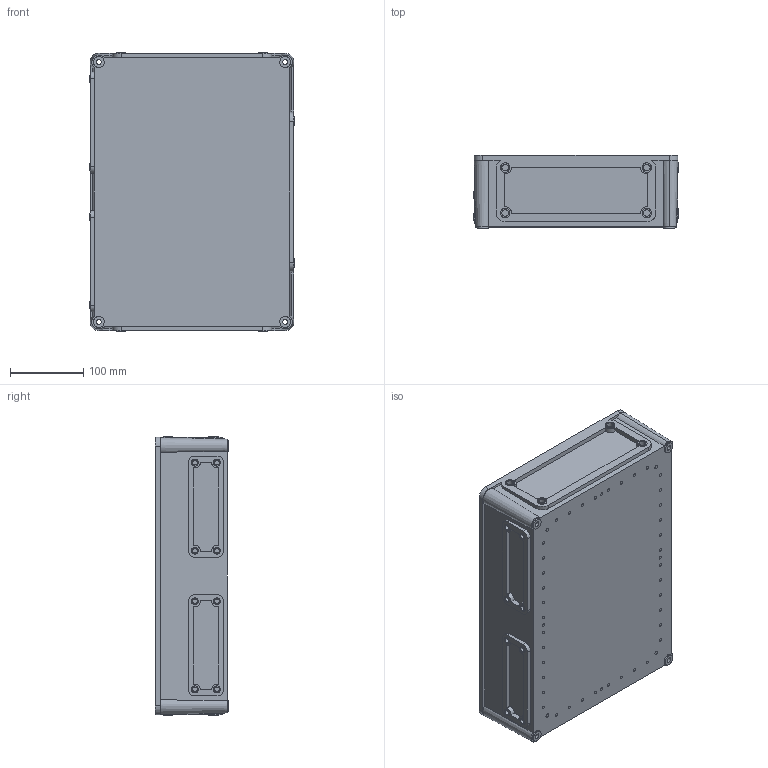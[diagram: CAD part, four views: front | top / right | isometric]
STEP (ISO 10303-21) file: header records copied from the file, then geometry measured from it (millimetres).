
FILE_DESCRIPTION (( 'STEP AP214' ), '1' );
FILE_NAME ('Fibox_EKPG_380x280x100_B.STEP', '2010-03-01T08:46:29', ( 'KennethW' ), ( 'FIBOX' ), 'SwSTEP 2.0', 'SolidWorks 2009', '' );
FILE_SCHEMA (( 'AUTOMOTIVE_DESIGN' ));
Length unit declared in the file: millimetre
Products named in the file (1): Fibox_EKPG_380x280x100_B
Bounding box: 279 x 100 x 379 mm (x, y, z)
Volume: 1035650.9 mm3; surface area: 509899.8 mm2
Topology: 1 solids, 1 shells, 886 faces, 2112 edges, 1400 vertices
Faces by surface type: cylinder 494, plane 373, cone 19
Entity records: 26568 total; most frequent: DIRECTION 4852, CARTESIAN_POINT 4507, ORIENTED_EDGE 4224, EDGE_CURVE 2112, AXIS2_PLACEMENT_3D 1889, VERTEX_POINT 1400, VECTOR 1074, LINE 1074
